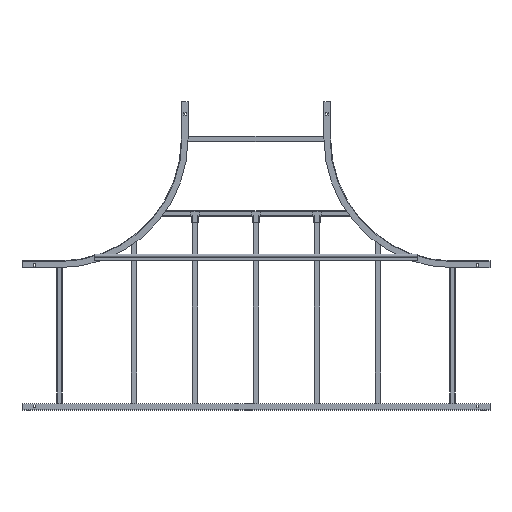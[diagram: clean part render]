
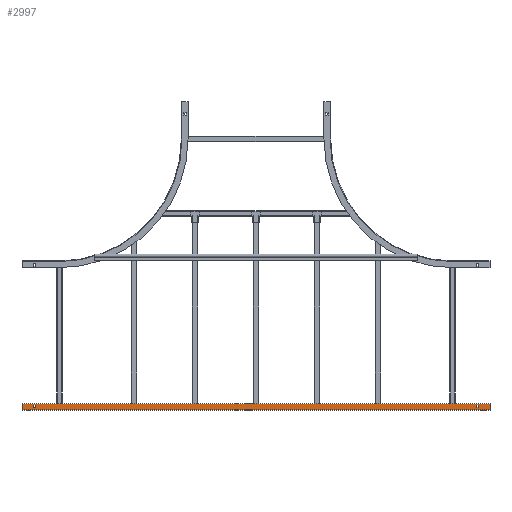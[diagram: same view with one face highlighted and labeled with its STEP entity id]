
A CAD part, front view. The second image highlights one B-rep face of the part: STEP entity #2997.
In plain terms, the highlighted planar face has unit normal (0, -1, 0).
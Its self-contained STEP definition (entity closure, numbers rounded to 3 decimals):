
#2114=DIRECTION('',(1.,0.,0.));
#2115=VECTOR('',#2114,24.75);
#2116=CARTESIAN_POINT('',(2.25,0.,740.));
#2117=LINE('',#2116,#2115);
#2122=DIRECTION('',(0.,0.,1.));
#2123=VECTOR('',#2122,1880.);
#2124=CARTESIAN_POINT('',(2.25,0.,-1140.));
#2125=LINE('',#2124,#2123);
#2234=DIRECTION('',(1.,0.,0.));
#2235=VECTOR('',#2234,24.75);
#2236=CARTESIAN_POINT('',(2.25,0.,-1140.));
#2237=LINE('',#2236,#2235);
#2238=CARTESIAN_POINT('',(20.,0.,694.));
#2239=DIRECTION('',(0.,1.,0.));
#2240=DIRECTION('',(0.,0.,1.));
#2241=AXIS2_PLACEMENT_3D('',#2238,#2239,#2240);
#2243=DIRECTION('',(1.,0.,0.));
#2244=VECTOR('',#2243,10.);
#2245=CARTESIAN_POINT('',(10.,0.,694.5));
#2246=LINE('',#2245,#2244);
#2247=CARTESIAN_POINT('',(10.,0.,694.));
#2248=DIRECTION('',(0.,1.,0.));
#2249=DIRECTION('',(-1.,0.,0.));
#2250=AXIS2_PLACEMENT_3D('',#2247,#2248,#2249);
#2252=DIRECTION('',(0.,0.,1.));
#2253=VECTOR('',#2252,8.);
#2254=CARTESIAN_POINT('',(9.5,0.,686.));
#2255=LINE('',#2254,#2253);
#2256=CARTESIAN_POINT('',(10.,0.,686.));
#2257=DIRECTION('',(0.,1.,0.));
#2258=DIRECTION('',(0.,0.,-1.));
#2259=AXIS2_PLACEMENT_3D('',#2256,#2257,#2258);
#2261=DIRECTION('',(-1.,0.,0.));
#2262=VECTOR('',#2261,10.);
#2263=CARTESIAN_POINT('',(20.,0.,685.5));
#2264=LINE('',#2263,#2262);
#2265=CARTESIAN_POINT('',(20.,0.,686.));
#2266=DIRECTION('',(0.,1.,0.));
#2267=DIRECTION('',(1.,0.,0.));
#2268=AXIS2_PLACEMENT_3D('',#2265,#2266,#2267);
#2270=DIRECTION('',(0.,0.,-1.));
#2271=VECTOR('',#2270,8.);
#2272=CARTESIAN_POINT('',(20.5,0.,694.));
#2273=LINE('',#2272,#2271);
#2274=CARTESIAN_POINT('',(10.,0.,-1094.));
#2275=DIRECTION('',(0.,1.,0.));
#2276=DIRECTION('',(0.,0.,-1.));
#2277=AXIS2_PLACEMENT_3D('',#2274,#2275,#2276);
#2279=DIRECTION('',(-1.,0.,0.));
#2280=VECTOR('',#2279,10.);
#2281=CARTESIAN_POINT('',(20.,0.,-1094.5));
#2282=LINE('',#2281,#2280);
#2283=CARTESIAN_POINT('',(20.,0.,-1094.));
#2284=DIRECTION('',(0.,1.,0.));
#2285=DIRECTION('',(1.,0.,0.));
#2286=AXIS2_PLACEMENT_3D('',#2283,#2284,#2285);
#2288=DIRECTION('',(0.,0.,-1.));
#2289=VECTOR('',#2288,8.);
#2290=CARTESIAN_POINT('',(20.5,0.,-1086.));
#2291=LINE('',#2290,#2289);
#2292=CARTESIAN_POINT('',(20.,0.,-1086.));
#2293=DIRECTION('',(0.,1.,0.));
#2294=DIRECTION('',(0.,0.,1.));
#2295=AXIS2_PLACEMENT_3D('',#2292,#2293,#2294);
#2297=DIRECTION('',(1.,0.,0.));
#2298=VECTOR('',#2297,10.);
#2299=CARTESIAN_POINT('',(10.,0.,-1085.5));
#2300=LINE('',#2299,#2298);
#2301=CARTESIAN_POINT('',(10.,0.,-1086.));
#2302=DIRECTION('',(0.,1.,0.));
#2303=DIRECTION('',(-1.,0.,0.));
#2304=AXIS2_PLACEMENT_3D('',#2301,#2302,#2303);
#2306=DIRECTION('',(0.,0.,1.));
#2307=VECTOR('',#2306,8.);
#2308=CARTESIAN_POINT('',(9.5,0.,-1094.));
#2309=LINE('',#2308,#2307);
#2310=DIRECTION('',(0.,0.,-1.));
#2311=VECTOR('',#2310,1880.);
#2312=CARTESIAN_POINT('',(27.,0.,740.));
#2313=LINE('',#2312,#2311);
#2666=CARTESIAN_POINT('',(27.,0.,740.));
#2667=VERTEX_POINT('',#2666);
#2668=CARTESIAN_POINT('',(2.25,0.,740.));
#2669=VERTEX_POINT('',#2668);
#2686=CARTESIAN_POINT('',(10.,0.,694.5));
#2687=CARTESIAN_POINT('',(20.,0.,694.5));
#2688=VERTEX_POINT('',#2686);
#2689=VERTEX_POINT('',#2687);
#2690=CARTESIAN_POINT('',(9.5,0.,694.));
#2691=VERTEX_POINT('',#2690);
#2692=CARTESIAN_POINT('',(9.5,0.,686.));
#2693=VERTEX_POINT('',#2692);
#2694=CARTESIAN_POINT('',(10.,0.,685.5));
#2695=VERTEX_POINT('',#2694);
#2696=CARTESIAN_POINT('',(20.,0.,685.5));
#2697=VERTEX_POINT('',#2696);
#2698=CARTESIAN_POINT('',(20.5,0.,686.));
#2699=VERTEX_POINT('',#2698);
#2700=CARTESIAN_POINT('',(20.5,0.,694.));
#2701=VERTEX_POINT('',#2700);
#2738=CARTESIAN_POINT('',(2.25,0.,-1140.));
#2740=VERTEX_POINT('',#2738);
#2764=CARTESIAN_POINT('',(27.,0.,-1140.));
#2765=VERTEX_POINT('',#2764);
#2766=CARTESIAN_POINT('',(20.,0.,-1094.5));
#2767=CARTESIAN_POINT('',(10.,0.,-1094.5));
#2768=VERTEX_POINT('',#2766);
#2769=VERTEX_POINT('',#2767);
#2770=CARTESIAN_POINT('',(20.5,0.,-1094.));
#2771=VERTEX_POINT('',#2770);
#2772=CARTESIAN_POINT('',(20.5,0.,-1086.));
#2773=VERTEX_POINT('',#2772);
#2774=CARTESIAN_POINT('',(20.,0.,-1085.5));
#2775=VERTEX_POINT('',#2774);
#2776=CARTESIAN_POINT('',(10.,0.,-1085.5));
#2777=VERTEX_POINT('',#2776);
#2778=CARTESIAN_POINT('',(9.5,0.,-1086.));
#2779=VERTEX_POINT('',#2778);
#2780=CARTESIAN_POINT('',(9.5,0.,-1094.));
#2781=VERTEX_POINT('',#2780);
#2949=CARTESIAN_POINT('',(27.,0.,0.));
#2950=DIRECTION('',(0.,-1.,0.));
#2951=DIRECTION('',(-1.,0.,0.));
#2952=AXIS2_PLACEMENT_3D('',#2949,#2950,#2951);
#2953=PLANE('',#2952);
#2955=ORIENTED_EDGE('',*,*,#2954,.T.);
#2956=ORIENTED_EDGE('',*,*,#2926,.F.);
#2957=ORIENTED_EDGE('',*,*,#2862,.T.);
#2958=ORIENTED_EDGE('',*,*,#2849,.T.);
#2959=EDGE_LOOP('',(#2955,#2956,#2957,#2958));
#2960=FACE_OUTER_BOUND('',#2959,.F.);
#2962=ORIENTED_EDGE('',*,*,#2961,.F.);
#2964=ORIENTED_EDGE('',*,*,#2963,.F.);
#2966=ORIENTED_EDGE('',*,*,#2965,.F.);
#2968=ORIENTED_EDGE('',*,*,#2967,.F.);
#2970=ORIENTED_EDGE('',*,*,#2969,.F.);
#2972=ORIENTED_EDGE('',*,*,#2971,.F.);
#2974=ORIENTED_EDGE('',*,*,#2973,.F.);
#2976=ORIENTED_EDGE('',*,*,#2975,.F.);
#2977=EDGE_LOOP('',(#2962,#2964,#2966,#2968,#2970,#2972,#2974,#2976));
#2978=FACE_BOUND('',#2977,.F.);
#2980=ORIENTED_EDGE('',*,*,#2979,.F.);
#2982=ORIENTED_EDGE('',*,*,#2981,.F.);
#2984=ORIENTED_EDGE('',*,*,#2983,.F.);
#2986=ORIENTED_EDGE('',*,*,#2985,.F.);
#2988=ORIENTED_EDGE('',*,*,#2987,.F.);
#2990=ORIENTED_EDGE('',*,*,#2989,.F.);
#2992=ORIENTED_EDGE('',*,*,#2991,.F.);
#2994=ORIENTED_EDGE('',*,*,#2993,.F.);
#2995=EDGE_LOOP('',(#2980,#2982,#2984,#2986,#2988,#2990,#2992,#2994));
#2996=FACE_BOUND('',#2995,.F.);
#2997=ADVANCED_FACE('',(#2960,#2978,#2996),#2953,.T.);
#2242=CIRCLE('',#2241,0.5);
#2251=CIRCLE('',#2250,0.5);
#2260=CIRCLE('',#2259,0.5);
#2269=CIRCLE('',#2268,0.5);
#2278=CIRCLE('',#2277,0.5);
#2287=CIRCLE('',#2286,0.5);
#2296=CIRCLE('',#2295,0.5);
#2305=CIRCLE('',#2304,0.5);
#2849=EDGE_CURVE('',#2669,#2667,#2117,.T.);
#2862=EDGE_CURVE('',#2740,#2669,#2125,.T.);
#2926=EDGE_CURVE('',#2740,#2765,#2237,.T.);
#2954=EDGE_CURVE('',#2667,#2765,#2313,.T.);
#2961=EDGE_CURVE('',#2689,#2701,#2242,.T.);
#2963=EDGE_CURVE('',#2688,#2689,#2246,.T.);
#2965=EDGE_CURVE('',#2691,#2688,#2251,.T.);
#2967=EDGE_CURVE('',#2693,#2691,#2255,.T.);
#2969=EDGE_CURVE('',#2695,#2693,#2260,.T.);
#2971=EDGE_CURVE('',#2697,#2695,#2264,.T.);
#2973=EDGE_CURVE('',#2699,#2697,#2269,.T.);
#2975=EDGE_CURVE('',#2701,#2699,#2273,.T.);
#2979=EDGE_CURVE('',#2769,#2781,#2278,.T.);
#2981=EDGE_CURVE('',#2768,#2769,#2282,.T.);
#2983=EDGE_CURVE('',#2771,#2768,#2287,.T.);
#2985=EDGE_CURVE('',#2773,#2771,#2291,.T.);
#2987=EDGE_CURVE('',#2775,#2773,#2296,.T.);
#2989=EDGE_CURVE('',#2777,#2775,#2300,.T.);
#2991=EDGE_CURVE('',#2779,#2777,#2305,.T.);
#2993=EDGE_CURVE('',#2781,#2779,#2309,.T.);
